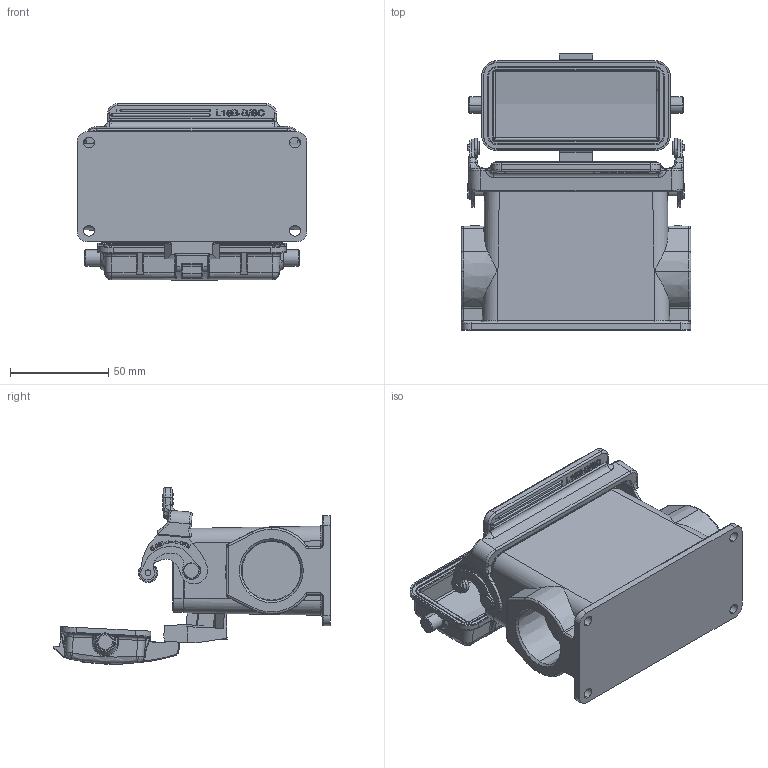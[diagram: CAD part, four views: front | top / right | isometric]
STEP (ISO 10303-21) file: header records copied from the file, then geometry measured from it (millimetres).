
FILE_DESCRIPTION(/* description */ (''),/* implementation_level */ '2;1');
FILE_NAME(/* name */ '3D_1240162615112_HV16B-SFH-1L_SC-MCV-PG29_V1.1.stp',/* time_stamp */ '2024-01-03T15:48:22+08:00',/* author */ (''),/* organization */ (''),/* preprocessor_version */ 'ST-DEVELOPER v18.1',/* originating_system */ 'SIEMENS PLM Software NX 1980',/* authorisation */ '');
FILE_SCHEMA (('AUTOMOTIVE_DESIGN { 1 0 10303 214 3 1 1 1 }'));
Products named in the file (1): 145913980AD9o2cv
Bounding box: 117.01 x 140.87 x 89.99 mm (x, y, z)
Volume: 193067.4 mm3; surface area: 89015.5 mm2
Topology: 1 solids, 25 shells, 1951 faces, 5164 edges, 3319 vertices
Faces by surface type: cylinder 761, plane 732, torus 212, bspline 101, cone 59, extrusion 45, sphere 41
Full cylindrical faces by diameter (mm): 32 x1, 35.6 x1
Entity records: 77684 total; most frequent: CARTESIAN_POINT 27316, ORIENTED_EDGE 10188, DIRECTION 7746, EDGE_CURVE 5121, VERTEX_POINT 3317, AXIS2_PLACEMENT_3D 2913, B_SPLINE_CURVE_WITH_KNOTS 2144, EDGE_LOOP 2090
